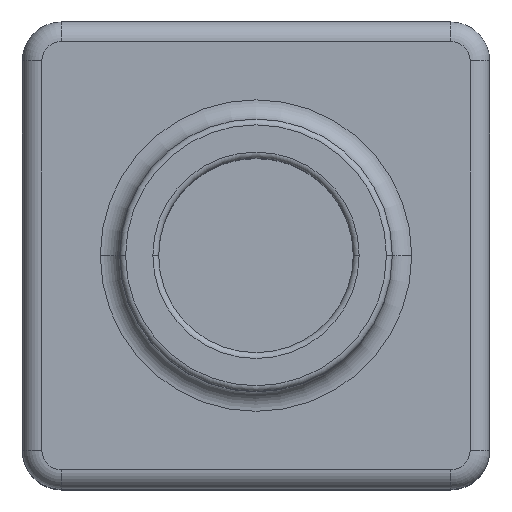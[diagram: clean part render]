
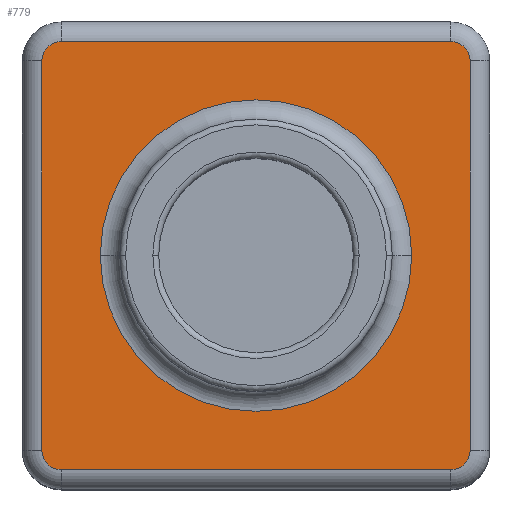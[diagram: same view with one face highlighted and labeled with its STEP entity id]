
A CAD part, top view. The second image highlights one B-rep face of the part: STEP entity #779.
In plain terms, the highlighted planar face has unit normal (0, 0, 1).
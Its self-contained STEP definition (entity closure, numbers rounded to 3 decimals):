
#13 = CARTESIAN_POINT ( 'NONE',  ( 60., 60., 50. ) ) ;
#41 = FACE_OUTER_BOUND ( 'NONE', #2194, .T. ) ;
#52 = ORIENTED_EDGE ( 'NONE', *, *, #1799, .T. ) ;
#100 = CARTESIAN_POINT ( 'NONE',  ( 115., 110., 50. ) ) ;
#153 = CIRCLE ( 'NONE', #2435, 5. ) ;
#164 = VERTEX_POINT ( 'NONE', #1384 ) ;
#172 = DIRECTION ( 'NONE',  ( -1., 0., 0. ) ) ;
#207 = ORIENTED_EDGE ( 'NONE', *, *, #2315, .T. ) ;
#254 = ORIENTED_EDGE ( 'NONE', *, *, #2294, .T. ) ;
#264 = CIRCLE ( 'NONE', #601, 5. ) ;
#275 = CIRCLE ( 'NONE', #2195, 5. ) ;
#289 = DIRECTION ( 'NONE',  ( 0., 1., 0. ) ) ;
#293 = DIRECTION ( 'NONE',  ( 0., 0., 1. ) ) ;
#298 = VERTEX_POINT ( 'NONE', #2139 ) ;
#310 = DIRECTION ( 'NONE',  ( -1., 0., 0. ) ) ;
#323 = VECTOR ( 'NONE', #2033, 1000. ) ;
#345 = LINE ( 'NONE', #1949, #2044 ) ;
#484 = EDGE_CURVE ( 'NONE', #1566, #1468, #264, .T. ) ;
#512 = CARTESIAN_POINT ( 'NONE',  ( 110., 5., 50. ) ) ;
#518 = DIRECTION ( 'NONE',  ( -1., 0., 0. ) ) ;
#538 = DIRECTION ( 'NONE',  ( 0., 0., 1. ) ) ;
#547 = EDGE_LOOP ( 'NONE', ( #52, #1526 ) ) ;
#575 = DIRECTION ( 'NONE',  ( 1., 0., 0. ) ) ;
#601 = AXIS2_PLACEMENT_3D ( 'NONE', #1284, #2088, #310 ) ;
#634 = CARTESIAN_POINT ( 'NONE',  ( 5., 10., 50. ) ) ;
#636 = CARTESIAN_POINT ( 'NONE',  ( 0., 0., 50. ) ) ;
#684 = DIRECTION ( 'NONE',  ( 0., 0., -1. ) ) ;
#736 = AXIS2_PLACEMENT_3D ( 'NONE', #636, #2227, #1223 ) ;
#779 = ADVANCED_FACE ( 'NONE', ( #41, #2417 ), #1769, .F. ) ;
#796 = DIRECTION ( 'NONE',  ( 0., 0., -1. ) ) ;
#820 = EDGE_CURVE ( 'NONE', #164, #1566, #1685, .T. ) ;
#872 = LINE ( 'NONE', #2481, #1250 ) ;
#881 = VERTEX_POINT ( 'NONE', #100 ) ;
#983 = ORIENTED_EDGE ( 'NONE', *, *, #2175, .T. ) ;
#998 = VERTEX_POINT ( 'NONE', #2110 ) ;
#1081 = CARTESIAN_POINT ( 'NONE',  ( 5., 0., 50. ) ) ;
#1104 = CARTESIAN_POINT ( 'NONE',  ( 110., 10., 50. ) ) ;
#1145 = DIRECTION ( 'NONE',  ( -1., 0., 0. ) ) ;
#1155 = CARTESIAN_POINT ( 'NONE',  ( 10., 110., 50. ) ) ;
#1178 = DIRECTION ( 'NONE',  ( -1., 0., 0. ) ) ;
#1186 = VERTEX_POINT ( 'NONE', #1867 ) ;
#1223 = DIRECTION ( 'NONE',  ( -1., 0., 0. ) ) ;
#1250 = VECTOR ( 'NONE', #289, 1000. ) ;
#1284 = CARTESIAN_POINT ( 'NONE',  ( 10., 10., 50. ) ) ;
#1291 = CARTESIAN_POINT ( 'NONE',  ( 10., 115., 50. ) ) ;
#1306 = ORIENTED_EDGE ( 'NONE', *, *, #1757, .T. ) ;
#1384 = CARTESIAN_POINT ( 'NONE',  ( 5., 110., 50. ) ) ;
#1453 = CARTESIAN_POINT ( 'NONE',  ( 110., 115., 50. ) ) ;
#1468 = VERTEX_POINT ( 'NONE', #2568 ) ;
#1473 = VECTOR ( 'NONE', #575, 1000. ) ;
#1475 = CIRCLE ( 'NONE', #1813, 40. ) ;
#1526 = ORIENTED_EDGE ( 'NONE', *, *, #1928, .T. ) ;
#1550 = DIRECTION ( 'NONE',  ( 0., 0., 1. ) ) ;
#1559 = CARTESIAN_POINT ( 'NONE',  ( 0., 5., 50. ) ) ;
#1566 = VERTEX_POINT ( 'NONE', #634 ) ;
#1587 = VERTEX_POINT ( 'NONE', #1453 ) ;
#1603 = CIRCLE ( 'NONE', #1846, 40. ) ;
#1640 = EDGE_CURVE ( 'NONE', #1468, #2210, #1962, .T. ) ;
#1649 = ORIENTED_EDGE ( 'NONE', *, *, #820, .T. ) ;
#1678 = ORIENTED_EDGE ( 'NONE', *, *, #484, .T. ) ;
#1685 = LINE ( 'NONE', #1081, #323 ) ;
#1757 = EDGE_CURVE ( 'NONE', #2210, #298, #153, .T. ) ;
#1760 = CARTESIAN_POINT ( 'NONE',  ( 110., 110., 50. ) ) ;
#1769 = PLANE ( 'NONE',  #736 ) ;
#1784 = VERTEX_POINT ( 'NONE', #1291 ) ;
#1799 = EDGE_CURVE ( 'NONE', #998, #1186, #1603, .T. ) ;
#1813 = AXIS2_PLACEMENT_3D ( 'NONE', #13, #796, #2198 ) ;
#1846 = AXIS2_PLACEMENT_3D ( 'NONE', #2471, #684, #1889 ) ;
#1867 = CARTESIAN_POINT ( 'NONE',  ( 100., 60., 50. ) ) ;
#1889 = DIRECTION ( 'NONE',  ( -1., 0., 0. ) ) ;
#1911 = EDGE_CURVE ( 'NONE', #1784, #164, #275, .T. ) ;
#1928 = EDGE_CURVE ( 'NONE', #1186, #998, #1475, .T. ) ;
#1949 = CARTESIAN_POINT ( 'NONE',  ( 0., 115., 50. ) ) ;
#1962 = LINE ( 'NONE', #1559, #1473 ) ;
#1995 = ORIENTED_EDGE ( 'NONE', *, *, #1911, .T. ) ;
#2033 = DIRECTION ( 'NONE',  ( 0., -1., 0. ) ) ;
#2044 = VECTOR ( 'NONE', #172, 1000. ) ;
#2088 = DIRECTION ( 'NONE',  ( 0., 0., 1. ) ) ;
#2110 = CARTESIAN_POINT ( 'NONE',  ( 20., 60., 50. ) ) ;
#2139 = CARTESIAN_POINT ( 'NONE',  ( 115., 10., 50. ) ) ;
#2175 = EDGE_CURVE ( 'NONE', #298, #881, #872, .T. ) ;
#2194 = EDGE_LOOP ( 'NONE', ( #254, #1995, #1649, #1678, #2325, #1306, #983, #207 ) ) ;
#2195 = AXIS2_PLACEMENT_3D ( 'NONE', #1155, #1550, #1145 ) ;
#2198 = DIRECTION ( 'NONE',  ( -1., 0., 0. ) ) ;
#2210 = VERTEX_POINT ( 'NONE', #512 ) ;
#2227 = DIRECTION ( 'NONE',  ( 0., 0., -1. ) ) ;
#2294 = EDGE_CURVE ( 'NONE', #1587, #1784, #345, .T. ) ;
#2306 = CIRCLE ( 'NONE', #2431, 5. ) ;
#2315 = EDGE_CURVE ( 'NONE', #881, #1587, #2306, .T. ) ;
#2325 = ORIENTED_EDGE ( 'NONE', *, *, #1640, .T. ) ;
#2417 = FACE_BOUND ( 'NONE', #547, .T. ) ;
#2431 = AXIS2_PLACEMENT_3D ( 'NONE', #1760, #538, #1178 ) ;
#2435 = AXIS2_PLACEMENT_3D ( 'NONE', #1104, #293, #518 ) ;
#2471 = CARTESIAN_POINT ( 'NONE',  ( 60., 60., 50. ) ) ;
#2481 = CARTESIAN_POINT ( 'NONE',  ( 115., 0., 50. ) ) ;
#2568 = CARTESIAN_POINT ( 'NONE',  ( 10., 5., 50. ) ) ;
